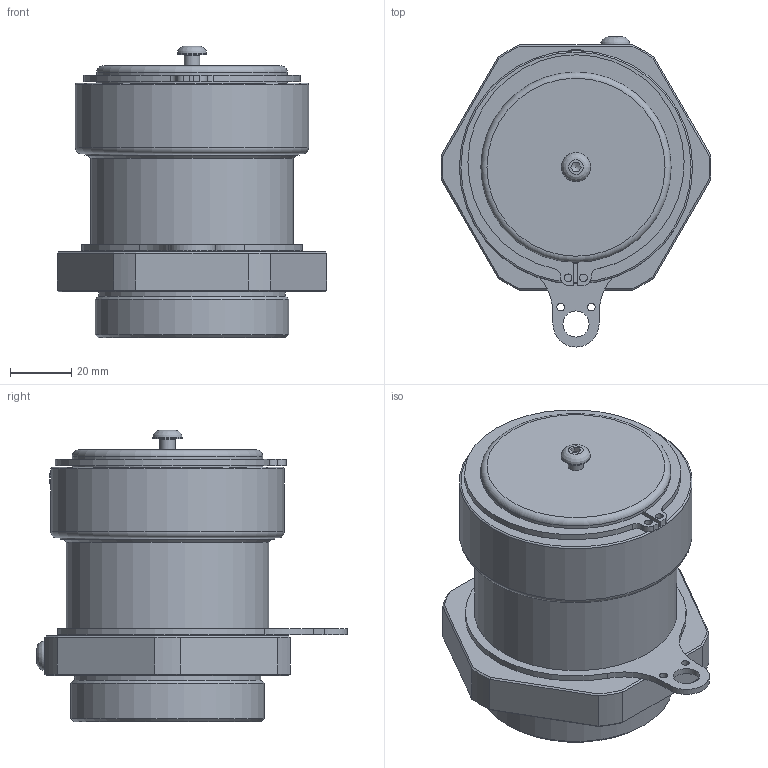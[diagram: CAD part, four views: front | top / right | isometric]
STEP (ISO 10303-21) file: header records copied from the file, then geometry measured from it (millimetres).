
FILE_DESCRIPTION(/* description */ (''),/* implementation_level */ '2;1');
FILE_NAME(/* name */ 'ControlEx Exd-50-S-BR.stp',/* time_stamp */ '2022-11-18T14:30:49+00:00',/* author */ ('areid2'),/* organization */ (''),/* preprocessor_version */ 'ST-DEVELOPER v18.1',/* originating_system */ 'Autodesk Inventor 2020',/* authorisation */ '');
FILE_SCHEMA (('AUTOMOTIVE_DESIGN { 1 0 10303 214 3 1 1 }'));
Length unit declared in the file: millimetre
Products named in the file (1): Part16
Bounding box: 87.96 x 101.05 x 95.01 mm (x, y, z)
Volume: 351569.7 mm3; surface area: 41784.7 mm2
Topology: 1 solids, 1 shells, 148 faces, 385 edges, 256 vertices
Faces by surface type: plane 72, cylinder 49, cone 20, torus 5, bspline 2
Full cylindrical faces by diameter (mm): 2.489 x2, 2.5 x2, 4 x1, 5 x2, 8.5 x1, 9.5 x2, 59 x1, 60.65 x1, 62 x2, 62.5 x1, 63 x1, 64 x1, 66 x1, 69.78 x1, 76 x1
Entity records: 4919 total; most frequent: CARTESIAN_POINT 1031, DIRECTION 796, ORIENTED_EDGE 766, EDGE_CURVE 383, AXIS2_PLACEMENT_3D 322, VERTEX_POINT 256, EDGE_LOOP 179, CIRCLE 169
